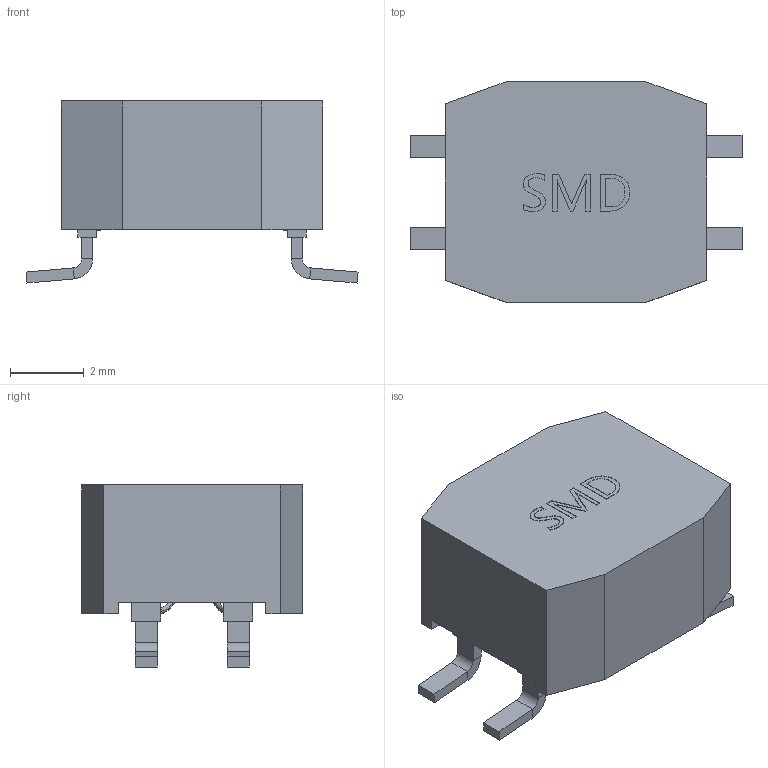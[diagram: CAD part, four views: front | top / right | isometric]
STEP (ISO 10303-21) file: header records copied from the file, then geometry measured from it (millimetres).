
FILE_DESCRIPTION (( 'STEP AP214' ), '1' );
FILE_NAME ('FILTER-SMD_4P-L7.1-W6.0-H4.8-LS9.0.step', '2022-06-24T03:16:15', ( '' ), ( '' ), 'SwSTEP 2.0', 'SolidWorks 2020', '' );
FILE_SCHEMA (( 'AUTOMOTIVE_DESIGN' ));
Length unit declared in the file: millimetre
Products named in the file (1): FILTER-SMD_4P-L7.1-W6.0-H4.8-LS9.0
Bounding box: 9.03 x 6.01 x 4.95 mm (x, y, z)
Volume: 98.7 mm3; surface area: 283 mm2
Topology: 1 solids, 1 shells, 459 faces, 1215 edges, 792 vertices
Faces by surface type: plane 287, bspline 138, cylinder 22, torus 12
Entity records: 20473 total; most frequent: CARTESIAN_POINT 6104, ORIENTED_EDGE 2430, DIRECTION 1667, EDGE_CURVE 1215, VECTOR 847, LINE 847, VERTEX_POINT 792, EDGE_LOOP 501
